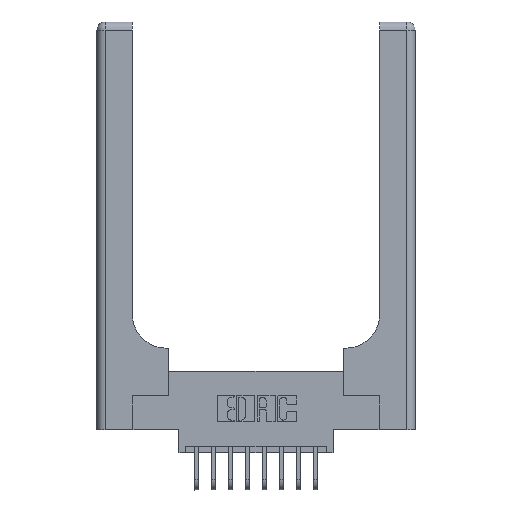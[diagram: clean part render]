
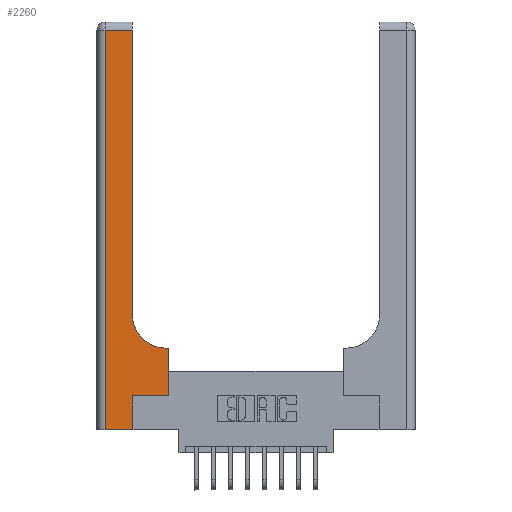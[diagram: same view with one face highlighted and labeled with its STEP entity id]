
A CAD part, top view. The second image highlights one B-rep face of the part: STEP entity #2260.
In plain terms, the highlighted planar face has unit normal (0, 0, 1).
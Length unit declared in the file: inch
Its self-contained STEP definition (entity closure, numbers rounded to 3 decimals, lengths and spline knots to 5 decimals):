
#52 = LINE ( 'NONE', #14298, #7553 ) ;
#543 = CARTESIAN_POINT ( 'NONE',  ( 0., 0., 0.37 ) ) ;
#549 = LINE ( 'NONE', #14779, #3234 ) ;
#604 = EDGE_CURVE ( 'NONE', #13582, #11563, #52, .T. ) ;
#734 = VECTOR ( 'NONE', #6208, 39.37008 ) ;
#975 = CARTESIAN_POINT ( 'NONE',  ( 0.265, 0., 0.37 ) ) ;
#1019 = CARTESIAN_POINT ( 'NONE',  ( 0.265, 0.25, 0.37 ) ) ;
#1123 = DIRECTION ( 'NONE',  ( 0., 1., 0. ) ) ;
#1333 = FACE_OUTER_BOUND ( 'NONE', #2408, .T. ) ;
#1408 = PLANE ( 'NONE',  #14145 ) ;
#1460 = EDGE_CURVE ( 'NONE', #7373, #8040, #7452, .T. ) ;
#1480 = CARTESIAN_POINT ( 'NONE',  ( 0.528, 0.25, 0.37 ) ) ;
#1798 = EDGE_CURVE ( 'NONE', #8040, #13582, #11579, .T. ) ;
#2260 = ADVANCED_FACE ( 'NONE', ( #1333 ), #1408, .F. ) ;
#2276 = EDGE_CURVE ( 'NONE', #11563, #6703, #14421, .T. ) ;
#2408 = EDGE_LOOP ( 'NONE', ( #9131, #10284, #14454, #8208, #3878, #14017, #3876, #6356, #4059 ) ) ;
#2452 = DIRECTION ( 'NONE',  ( 1., 0., 0. ) ) ;
#2771 = DIRECTION ( 'NONE',  ( 0., -1., 0. ) ) ;
#2905 = EDGE_CURVE ( 'NONE', #6703, #10258, #549, .T. ) ;
#3114 = VECTOR ( 'NONE', #1123, 39.37008 ) ;
#3169 = LINE ( 'NONE', #5433, #7130 ) ;
#3206 = VERTEX_POINT ( 'NONE', #14962 ) ;
#3234 = VECTOR ( 'NONE', #14626, 39.37008 ) ;
#3372 = VERTEX_POINT ( 'NONE', #8123 ) ;
#3761 = CARTESIAN_POINT ( 'NONE',  ( 0.51, 0.6, 0.37 ) ) ;
#3876 = ORIENTED_EDGE ( 'NONE', *, *, #2276, .T. ) ;
#3878 = ORIENTED_EDGE ( 'NONE', *, *, #1798, .T. ) ;
#4008 = VERTEX_POINT ( 'NONE', #7458 ) ;
#4059 = ORIENTED_EDGE ( 'NONE', *, *, #13328, .T. ) ;
#4460 = CARTESIAN_POINT ( 'NONE',  ( 0.528, 0.6, 0.37 ) ) ;
#4543 = VECTOR ( 'NONE', #2771, 39.37008 ) ;
#5276 = AXIS2_PLACEMENT_3D ( 'NONE', #14274, #13275, #6801 ) ;
#5343 = VECTOR ( 'NONE', #13483, 39.37008 ) ;
#5433 = CARTESIAN_POINT ( 'NONE',  ( 0., 2.94, 0.37 ) ) ;
#5444 = CARTESIAN_POINT ( 'NONE',  ( 0.06, 0., 0.37 ) ) ;
#5767 = CIRCLE ( 'NONE', #5276, 0.25 ) ;
#5774 = CARTESIAN_POINT ( 'NONE',  ( 0.528, 0.25, 0.37 ) ) ;
#6208 = DIRECTION ( 'NONE',  ( 0., 1., 0. ) ) ;
#6293 = DIRECTION ( 'NONE',  ( 0., 0., -1. ) ) ;
#6356 = ORIENTED_EDGE ( 'NONE', *, *, #2905, .T. ) ;
#6626 = LINE ( 'NONE', #11414, #9481 ) ;
#6661 = DIRECTION ( 'NONE',  ( -1., 0., 0. ) ) ;
#6703 = VERTEX_POINT ( 'NONE', #4460 ) ;
#6801 = DIRECTION ( 'NONE',  ( 1., 0., 0. ) ) ;
#7130 = VECTOR ( 'NONE', #6661, 39.37008 ) ;
#7373 = VERTEX_POINT ( 'NONE', #5444 ) ;
#7452 = LINE ( 'NONE', #543, #5343 ) ;
#7458 = CARTESIAN_POINT ( 'NONE',  ( 0.26, 2.94, 0.37 ) ) ;
#7553 = VECTOR ( 'NONE', #2452, 39.37008 ) ;
#8040 = VERTEX_POINT ( 'NONE', #11708 ) ;
#8123 = CARTESIAN_POINT ( 'NONE',  ( 0.26, 0.85, 0.37 ) ) ;
#8208 = ORIENTED_EDGE ( 'NONE', *, *, #1460, .T. ) ;
#8857 = CARTESIAN_POINT ( 'NONE',  ( 0.06, 3., 0.37 ) ) ;
#9131 = ORIENTED_EDGE ( 'NONE', *, *, #10472, .T. ) ;
#9481 = VECTOR ( 'NONE', #14823, 39.37008 ) ;
#9640 = EDGE_CURVE ( 'NONE', #4008, #3206, #3169, .T. ) ;
#9731 = DIRECTION ( 'NONE',  ( -1., 0., 0. ) ) ;
#10258 = VERTEX_POINT ( 'NONE', #3761 ) ;
#10284 = ORIENTED_EDGE ( 'NONE', *, *, #9640, .T. ) ;
#10472 = EDGE_CURVE ( 'NONE', #3372, #4008, #6626, .T. ) ;
#10884 = LINE ( 'NONE', #8857, #4543 ) ;
#11414 = CARTESIAN_POINT ( 'NONE',  ( 0.26, 3., 0.37 ) ) ;
#11563 = VERTEX_POINT ( 'NONE', #5774 ) ;
#11579 = LINE ( 'NONE', #975, #3114 ) ;
#11708 = CARTESIAN_POINT ( 'NONE',  ( 0.265, 0., 0.37 ) ) ;
#12183 = CARTESIAN_POINT ( 'NONE',  ( 0., 3., 0.37 ) ) ;
#13275 = DIRECTION ( 'NONE',  ( 0., 0., -1. ) ) ;
#13328 = EDGE_CURVE ( 'NONE', #10258, #3372, #5767, .T. ) ;
#13483 = DIRECTION ( 'NONE',  ( 1., 0., 0. ) ) ;
#13582 = VERTEX_POINT ( 'NONE', #1019 ) ;
#14017 = ORIENTED_EDGE ( 'NONE', *, *, #604, .T. ) ;
#14145 = AXIS2_PLACEMENT_3D ( 'NONE', #12183, #6293, #9731 ) ;
#14274 = CARTESIAN_POINT ( 'NONE',  ( 0.51, 0.85, 0.37 ) ) ;
#14298 = CARTESIAN_POINT ( 'NONE',  ( 0.265, 0.25, 0.37 ) ) ;
#14421 = LINE ( 'NONE', #1480, #734 ) ;
#14439 = EDGE_CURVE ( 'NONE', #3206, #7373, #10884, .T. ) ;
#14454 = ORIENTED_EDGE ( 'NONE', *, *, #14439, .T. ) ;
#14626 = DIRECTION ( 'NONE',  ( -1., 0., 0. ) ) ;
#14779 = CARTESIAN_POINT ( 'NONE',  ( 0.26, 0.6, 0.37 ) ) ;
#14823 = DIRECTION ( 'NONE',  ( 0., 1., 0. ) ) ;
#14962 = CARTESIAN_POINT ( 'NONE',  ( 0.06, 2.94, 0.37 ) ) ;
